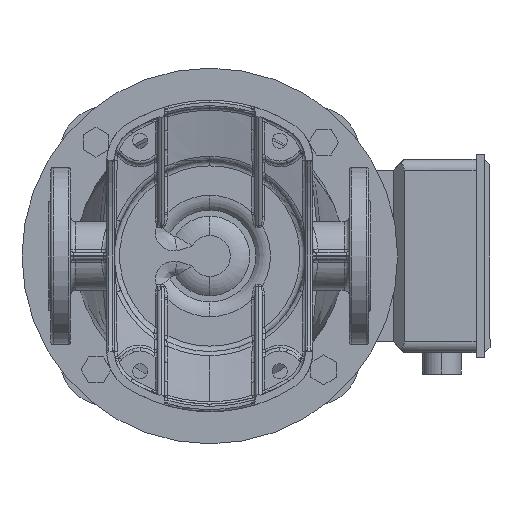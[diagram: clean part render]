
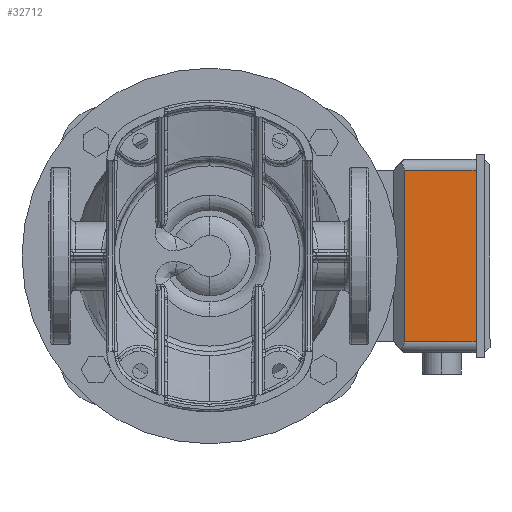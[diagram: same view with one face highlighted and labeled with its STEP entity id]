
A CAD part, front view. The second image highlights one B-rep face of the part: STEP entity #32712.
In plain terms, the highlighted face is planar.
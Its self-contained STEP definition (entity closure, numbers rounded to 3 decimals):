
#361 = LINE ( 'NONE', #6505, #24869 ) ;
#2371 = AXIS2_PLACEMENT_3D ( 'NONE', #21527, #45659, #50281 ) ;
#2571 = CARTESIAN_POINT ( 'NONE',  ( -80., -566.284, -176. ) ) ;
#4309 = EDGE_CURVE ( 'NONE', #13735, #55139, #42949, .T. ) ;
#6505 = CARTESIAN_POINT ( 'NONE',  ( -90., 248., -176. ) ) ;
#9678 = EDGE_CURVE ( 'NONE', #55139, #34194, #71025, .T. ) ;
#9946 = CARTESIAN_POINT ( 'NONE',  ( 80., 248., -176. ) ) ;
#13427 = CARTESIAN_POINT ( 'NONE',  ( -90., 181., -176. ) ) ;
#13735 = VERTEX_POINT ( 'NONE', #70762 ) ;
#13786 = ORIENTED_EDGE ( 'NONE', *, *, #59805, .T. ) ;
#18500 = VERTEX_POINT ( 'NONE', #30802 ) ;
#18515 = DIRECTION ( 'NONE',  ( 0., 1., 0. ) ) ;
#19518 = VECTOR ( 'NONE', #19860, 1000. ) ;
#19860 = DIRECTION ( 'NONE',  ( 0., -1., 0. ) ) ;
#21107 = ORIENTED_EDGE ( 'NONE', *, *, #39623, .F. ) ;
#21527 = CARTESIAN_POINT ( 'NONE',  ( -90., -566.284, -176. ) ) ;
#23751 = DIRECTION ( 'NONE',  ( 1., 0., 0. ) ) ;
#24869 = VECTOR ( 'NONE', #23751, 1000. ) ;
#28494 = CARTESIAN_POINT ( 'NONE',  ( 80., -566.284, -176. ) ) ;
#30802 = CARTESIAN_POINT ( 'NONE',  ( -80., 248., -176. ) ) ;
#32712 = ADVANCED_FACE ( 'NONE', ( #51036 ), #74828, .T. ) ;
#34194 = VERTEX_POINT ( 'NONE', #9946 ) ;
#35516 = CARTESIAN_POINT ( 'NONE',  ( 80., 181., -176. ) ) ;
#38374 = VECTOR ( 'NONE', #53033, 1000. ) ;
#39623 = EDGE_CURVE ( 'NONE', #18500, #34194, #361, .T. ) ;
#39945 = VECTOR ( 'NONE', #18515, 1000. ) ;
#42341 = ORIENTED_EDGE ( 'NONE', *, *, #4309, .T. ) ;
#42949 = LINE ( 'NONE', #13427, #38374 ) ;
#45659 = DIRECTION ( 'NONE',  ( 0., 0., 1. ) ) ;
#50281 = DIRECTION ( 'NONE',  ( 1., 0., 0. ) ) ;
#51036 = FACE_OUTER_BOUND ( 'NONE', #70049, .T. ) ;
#53033 = DIRECTION ( 'NONE',  ( 1., 0., 0. ) ) ;
#55139 = VERTEX_POINT ( 'NONE', #35516 ) ;
#59805 = EDGE_CURVE ( 'NONE', #18500, #13735, #68108, .T. ) ;
#61388 = ORIENTED_EDGE ( 'NONE', *, *, #9678, .T. ) ;
#68108 = LINE ( 'NONE', #2571, #19518 ) ;
#70049 = EDGE_LOOP ( 'NONE', ( #21107, #13786, #42341, #61388 ) ) ;
#70762 = CARTESIAN_POINT ( 'NONE',  ( -80., 181., -176. ) ) ;
#71025 = LINE ( 'NONE', #28494, #39945 ) ;
#74828 = PLANE ( 'NONE',  #2371 ) ;
